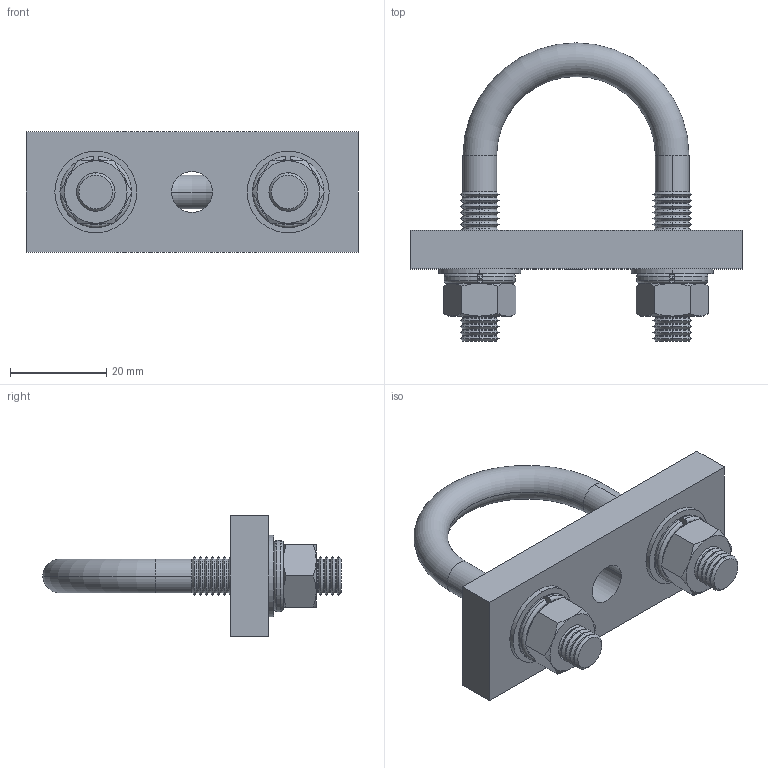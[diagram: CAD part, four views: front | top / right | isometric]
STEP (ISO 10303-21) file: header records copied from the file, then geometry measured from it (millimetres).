
FILE_DESCRIPTION (( 'STEP AP203' ), '1' );
FILE_NAME ('T32400.STEP', '2018-07-20T12:53:10', ( '' ), ( '' ), 'SwSTEP 2.0', 'SolidWorks 2016', '' );
FILE_SCHEMA (( 'CONFIG_CONTROL_DESIGN' ));
Length unit declared in the file: millimetre
Products named in the file (7): Single Coil Rectangular Section Spring Washer_Doughty Fastners_Rectangular section spring washer BS 4464 - 8 (Type B); T56500; B Washer_Bright washer BS 4320 - M8 (Form B); TH2316; Hex Nut Style 1 GradeAB_Doughty Fastners_Hexagon Nut ISO - 4032 - M8 - D - S; T32400
Assembly tree (9 placements, depth 3):
  T32400
    TH2316
    T56500
      T56500
      Hex Nut Style 1 GradeAB_Doughty Fastners_Hexagon Nut ISO - 4032 - M8 - D - S  x2
    B Washer_Bright washer BS 4320 - M8 (Form B)  x2
    Single Coil Rectangular Section Spring Washer_Doughty Fastners_Rectangular section spring washer BS 4464 - 8 (Type B)  x2
Bounding box: 69 x 62 x 25 mm (x, y, z)
Volume: 20182.4 mm3; surface area: 11951.6 mm2
Topology: 8 solids, 8 shells, 472 faces, 1064 edges, 608 vertices
Faces by surface type: cone 280, cylinder 146, plane 36, torus 10
Entity records: 11979 total; most frequent: DIRECTION 2172, CARTESIAN_POINT 2007, ORIENTED_EDGE 1800, EDGE_CURVE 900, AXIS2_PLACEMENT_3D 897, VERTEX_POINT 516, CIRCLE 490, EDGE_LOOP 404
